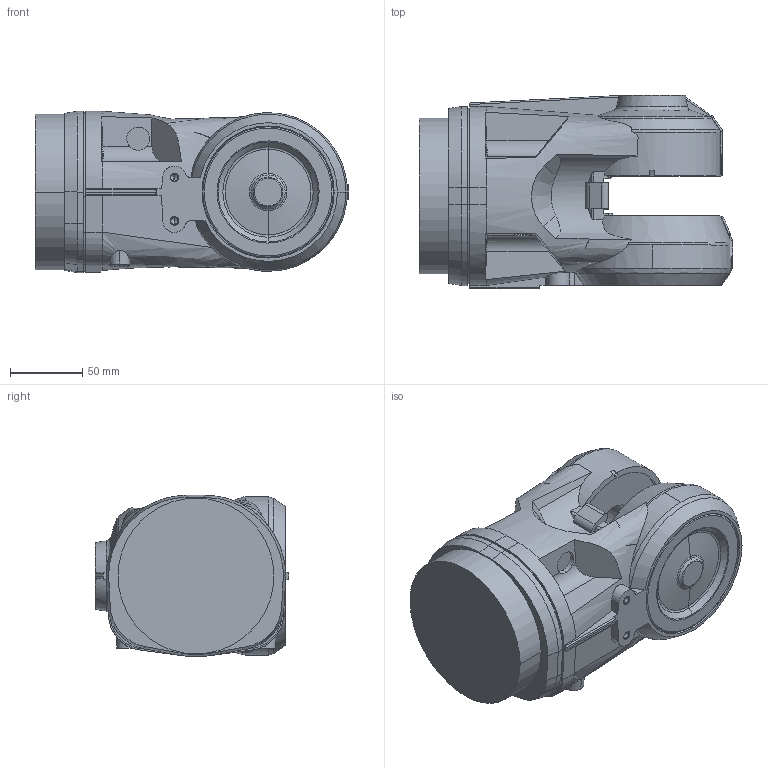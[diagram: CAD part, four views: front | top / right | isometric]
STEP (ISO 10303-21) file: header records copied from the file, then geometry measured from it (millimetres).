
FILE_DESCRIPTION (( 'STEP AP203' ), '1' );
FILE_NAME ('IRB140_-_M2004C_LINK4.STEP', '2009-11-25T15:18:55', ( 'ABB' ), ( 'ABB' ), 'SwSTEP 2.0', 'SolidWorks 2008', '' );
FILE_SCHEMA (( 'CONFIG_CONTROL_DESIGN' ));
Length unit declared in the file: millimetre
Products named in the file (1): IRB140_-_M2004C_LINK4
Bounding box: 217.5 x 134.47 x 111.99 mm (x, y, z)
Volume: 1771798.6 mm3; surface area: 200249.9 mm2
Topology: 6 solids, 6 shells, 313 faces, 818 edges, 523 vertices
Faces by surface type: plane 117, cylinder 78, bspline 64, cone 54
Entity records: 12568 total; most frequent: CARTESIAN_POINT 5464, ORIENTED_EDGE 1628, DIRECTION 1235, EDGE_CURVE 814, VERTEX_POINT 523, AXIS2_PLACEMENT_3D 443, VECTOR 349, LINE 349
